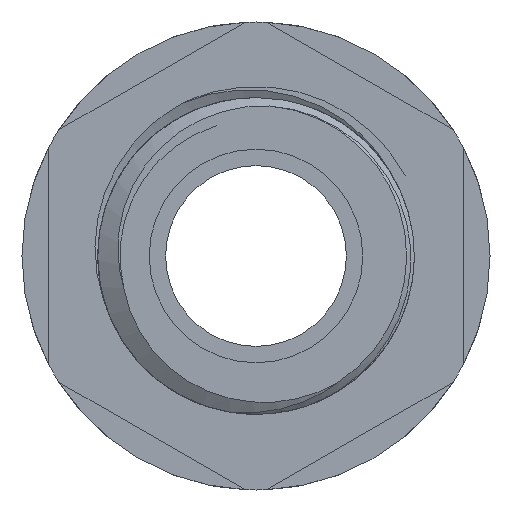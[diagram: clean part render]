
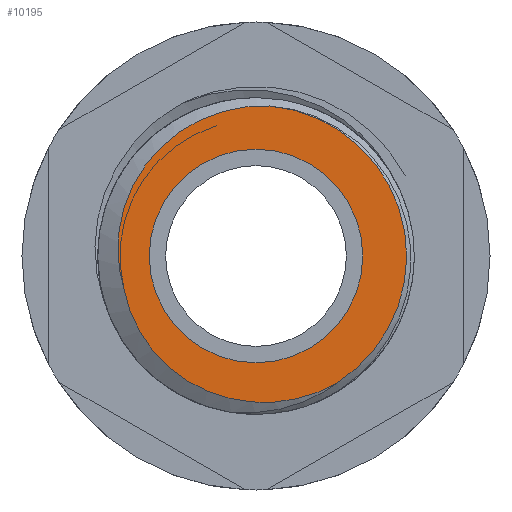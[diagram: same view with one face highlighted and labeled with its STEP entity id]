
A CAD part, front view. The second image highlights one B-rep face of the part: STEP entity #10195.
In plain terms, the highlighted planar face has unit normal (0, -1, 0).
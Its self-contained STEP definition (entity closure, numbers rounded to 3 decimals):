
#6 = CARTESIAN_POINT ( 'NONE',  ( -4.097, -14.986, 8.625 ) ) ;
#54 = CARTESIAN_POINT ( 'NONE',  ( -8.992, -14.986, 0.832 ) ) ;
#384 = VERTEX_POINT ( 'NONE', #2338 ) ;
#451 = EDGE_CURVE ( 'NONE', #15760, #384, #941, .T. ) ;
#456 = CARTESIAN_POINT ( 'NONE',  ( 0., -14.986, -6.935 ) ) ;
#601 = AXIS2_PLACEMENT_3D ( 'NONE', #2465, #11319, #3726 ) ;
#630 = DIRECTION ( 'NONE',  ( 0., 0., 1. ) ) ;
#734 = EDGE_CURVE ( 'NONE', #15422, #15003, #1922, .T. ) ;
#817 = ORIENTED_EDGE ( 'NONE', *, *, #9194, .F. ) ;
#941 = CIRCLE ( 'NONE', #1086, 9.787 ) ;
#1086 = AXIS2_PLACEMENT_3D ( 'NONE', #7811, #8664, #13766 ) ;
#1296 = CARTESIAN_POINT ( 'NONE',  ( -5.615, -14.986, 7.575 ) ) ;
#1355 = CARTESIAN_POINT ( 'NONE',  ( -8.905, -14.986, -0.644 ) ) ;
#1825 = CARTESIAN_POINT ( 'NONE',  ( 0., -14.986, 0. ) ) ;
#1922 = CIRCLE ( 'NONE', #16014, 6.935 ) ;
#2113 = CARTESIAN_POINT ( 'NONE',  ( 5.293, -14.986, -8.232 ) ) ;
#2129 = CARTESIAN_POINT ( 'NONE',  ( 4.651, -14.986, -8.599 ) ) ;
#2135 = CARTESIAN_POINT ( 'NONE',  ( 3.975, -14.986, -8.891 ) ) ;
#2153 = CARTESIAN_POINT ( 'NONE',  ( 2.907, -14.986, -9.214 ) ) ;
#2158 = CARTESIAN_POINT ( 'NONE',  ( 2.545, -14.986, -9.301 ) ) ;
#2183 = CARTESIAN_POINT ( 'NONE',  ( 1.819, -14.986, -9.431 ) ) ;
#2197 = CARTESIAN_POINT ( 'NONE',  ( 1.454, -14.986, -9.475 ) ) ;
#2201 = CARTESIAN_POINT ( 'NONE',  ( 0.719, -14.986, -9.52 ) ) ;
#2216 = CARTESIAN_POINT ( 'NONE',  ( 0.349, -14.986, -9.521 ) ) ;
#2219 = CARTESIAN_POINT ( 'NONE',  ( -0.395, -14.986, -9.48 ) ) ;
#2231 = CARTESIAN_POINT ( 'NONE',  ( -0.764, -14.986, -9.437 ) ) ;
#2243 = CARTESIAN_POINT ( 'NONE',  ( -1.49, -14.986, -9.31 ) ) ;
#2247 = CARTESIAN_POINT ( 'NONE',  ( -1.849, -14.986, -9.226 ) ) ;
#2262 = CARTESIAN_POINT ( 'NONE',  ( -2.556, -14.986, -9.015 ) ) ;
#2265 = CARTESIAN_POINT ( 'NONE',  ( -2.906, -14.986, -8.888 ) ) ;
#2277 = CARTESIAN_POINT ( 'NONE',  ( -3.931, -14.986, -8.445 ) ) ;
#2291 = CARTESIAN_POINT ( 'NONE',  ( -4.566, -14.986, -8.074 ) ) ;
#2297 = CARTESIAN_POINT ( 'NONE',  ( -5.449, -14.986, -7.403 ) ) ;
#2318 = CARTESIAN_POINT ( 'NONE',  ( -5.733, -14.986, -7.159 ) ) ;
#2338 = CARTESIAN_POINT ( 'NONE',  ( 0.896, -14.986, 9.746 ) ) ;
#2355 = CARTESIAN_POINT ( 'NONE',  ( -6.265, -14.986, -6.643 ) ) ;
#2360 = CARTESIAN_POINT ( 'NONE',  ( -6.513, -14.986, -6.37 ) ) ;
#2381 = CARTESIAN_POINT ( 'NONE',  ( -6.976, -14.986, -5.797 ) ) ;
#2398 = CARTESIAN_POINT ( 'NONE',  ( -7.19, -14.986, -5.497 ) ) ;
#2414 = CARTESIAN_POINT ( 'NONE',  ( -7.583, -14.986, -4.867 ) ) ;
#2418 = CARTESIAN_POINT ( 'NONE',  ( -7.761, -14.986, -4.538 ) ) ;
#2441 = CARTESIAN_POINT ( 'NONE',  ( -8.584, -14.986, -2.096 ) ) ;
#2458 = CARTESIAN_POINT ( 'NONE',  ( -8.448, -14.986, -2.83 ) ) ;
#2465 = CARTESIAN_POINT ( 'NONE',  ( 0., -14.986, 0. ) ) ;
#2553 = CARTESIAN_POINT ( 'NONE',  ( -8.225, -14.986, -3.532 ) ) ;
#2557 = CARTESIAN_POINT ( 'NONE',  ( -6.426, -14.986, 6.818 ) ) ;
#2611 = CARTESIAN_POINT ( 'NONE',  ( -8.693, -14.986, -1.74 ) ) ;
#2830 = CARTESIAN_POINT ( 'NONE',  ( 0., -14.986, 6.935 ) ) ;
#3726 = DIRECTION ( 'NONE',  ( 0., 0., -1. ) ) ;
#3751 = EDGE_LOOP ( 'NONE', ( #7545, #12182, #13165 ) ) ;
#3761 = CARTESIAN_POINT ( 'NONE',  ( 0.152, -14.986, 9.754 ) ) ;
#3809 = CARTESIAN_POINT ( 'NONE',  ( -7.139, -14.986, 5.976 ) ) ;
#5041 = CARTESIAN_POINT ( 'NONE',  ( -0.948, -14.986, 9.651 ) ) ;
#5099 = CARTESIAN_POINT ( 'NONE',  ( -7.754, -14.986, 5.048 ) ) ;
#5370 = EDGE_CURVE ( 'NONE', #14652, #15760, #11711, .T. ) ;
#5615 = CARTESIAN_POINT ( 'NONE',  ( 5.293, -14.986, -8.232 ) ) ;
#6318 = CARTESIAN_POINT ( 'NONE',  ( -2.028, -14.986, 9.425 ) ) ;
#6376 = CARTESIAN_POINT ( 'NONE',  ( -8.406, -14.986, 3.725 ) ) ;
#7226 = CIRCLE ( 'NONE', #601, 6.935 ) ;
#7545 = ORIENTED_EDGE ( 'NONE', *, *, #8559, .T. ) ;
#7598 = CARTESIAN_POINT ( 'NONE',  ( -3.086, -14.986, 9.074 ) ) ;
#7650 = CARTESIAN_POINT ( 'NONE',  ( -8.935, -14.986, 1.566 ) ) ;
#7811 = CARTESIAN_POINT ( 'NONE',  ( 0., -14.986, 0. ) ) ;
#8211 = DIRECTION ( 'NONE',  ( 0., 1., 0. ) ) ;
#8290 = ORIENTED_EDGE ( 'NONE', *, *, #734, .F. ) ;
#8559 = EDGE_CURVE ( 'NONE', #384, #14652, #9238, .T. ) ;
#8664 = DIRECTION ( 'NONE',  ( 0., -1., 0. ) ) ;
#8882 = CARTESIAN_POINT ( 'NONE',  ( -4.729, -14.986, 8.251 ) ) ;
#8949 = CARTESIAN_POINT ( 'NONE',  ( -8.944, -14.986, -0.273 ) ) ;
#9194 = EDGE_CURVE ( 'NONE', #15003, #15422, #7226, .T. ) ;
#9238 = B_SPLINE_CURVE_WITH_KNOTS ( 'NONE', 3,
 ( #16071, #11341, #3761, #12550, #5041, #13757, #6318, #14933, #7598, #6, #8882, #1296, #10164, #2557, #11380, #3809, #12615, #5099, #13801, #6376, #14997, #7650, #54, #8949, #1355, #10214, #2611, #11447 ),
 .UNSPECIFIED., .F., .F.,
 ( 4, 2, 2, 2, 2, 2, 2, 2, 2, 2, 2, 2, 2, 4 ),
 ( 0.01, 0.011, 0.012, 0.013, 0.014, 0.017, 0.018, 0.019, 0.02, 0.021, 0.023, 0.025, 0.027, 0.028 ),
 .UNSPECIFIED. ) ;
#10164 = CARTESIAN_POINT ( 'NONE',  ( -5.897, -14.986, 7.331 ) ) ;
#10195 = ADVANCED_FACE ( 'NONE', ( #14771, #11223 ), #15525, .F. ) ;
#10214 = CARTESIAN_POINT ( 'NONE',  ( -8.779, -14.986, -1.378 ) ) ;
#11223 = FACE_OUTER_BOUND ( 'NONE', #3751, .T. ) ;
#11319 = DIRECTION ( 'NONE',  ( 0., -1., 0. ) ) ;
#11341 = CARTESIAN_POINT ( 'NONE',  ( 0.525, -14.986, 9.761 ) ) ;
#11380 = CARTESIAN_POINT ( 'NONE',  ( -6.674, -14.986, 6.547 ) ) ;
#11447 = CARTESIAN_POINT ( 'NONE',  ( -8.584, -14.986, -2.096 ) ) ;
#11614 = AXIS2_PLACEMENT_3D ( 'NONE', #1825, #8211, #630 ) ;
#11711 = B_SPLINE_CURVE_WITH_KNOTS ( 'NONE', 3,
 ( #2441, #2458, #2553, #2418, #2414, #2398, #2381, #2360, #2355, #2318, #2297, #2291, #2277, #2265, #2262, #2247, #2243, #2231, #2219, #2216, #2201, #2197, #2183, #2158, #2153, #2135, #2129, #2113 ),
 .UNSPECIFIED., .F., .F.,
 ( 4, 2, 2, 2, 2, 2, 2, 2, 2, 2, 2, 2, 2, 4 ),
 ( 0., 0.002, 0.003, 0.004, 0.006, 0.007, 0.009, 0.01, 0.011, 0.012, 0.013, 0.014, 0.015, 0.018 ),
 .UNSPECIFIED. ) ;
#12182 = ORIENTED_EDGE ( 'NONE', *, *, #5370, .T. ) ;
#12503 = CARTESIAN_POINT ( 'NONE',  ( -8.584, -14.986, -2.096 ) ) ;
#12550 = CARTESIAN_POINT ( 'NONE',  ( -0.584, -14.986, 9.699 ) ) ;
#12615 = CARTESIAN_POINT ( 'NONE',  ( -7.355, -14.986, 5.677 ) ) ;
#13165 = ORIENTED_EDGE ( 'NONE', *, *, #451, .T. ) ;
#13757 = CARTESIAN_POINT ( 'NONE',  ( -1.67, -14.986, 9.514 ) ) ;
#13766 = DIRECTION ( 'NONE',  ( 0., 0., 1. ) ) ;
#13801 = CARTESIAN_POINT ( 'NONE',  ( -7.933, -14.986, 4.723 ) ) ;
#14453 = EDGE_LOOP ( 'NONE', ( #817, #8290 ) ) ;
#14652 = VERTEX_POINT ( 'NONE', #12503 ) ;
#14771 = FACE_BOUND ( 'NONE', #14453, .T. ) ;
#14933 = CARTESIAN_POINT ( 'NONE',  ( -2.737, -14.986, 9.205 ) ) ;
#14997 = CARTESIAN_POINT ( 'NONE',  ( -8.64, -14.986, 3.026 ) ) ;
#15003 = VERTEX_POINT ( 'NONE', #456 ) ;
#15136 = DIRECTION ( 'NONE',  ( 0., 0., -1. ) ) ;
#15140 = DIRECTION ( 'NONE',  ( 0., -1., 0. ) ) ;
#15422 = VERTEX_POINT ( 'NONE', #2830 ) ;
#15525 = PLANE ( 'NONE',  #11614 ) ;
#15760 = VERTEX_POINT ( 'NONE', #5615 ) ;
#16014 = AXIS2_PLACEMENT_3D ( 'NONE', #16090, #15140, #15136 ) ;
#16071 = CARTESIAN_POINT ( 'NONE',  ( 0.896, -14.986, 9.746 ) ) ;
#16090 = CARTESIAN_POINT ( 'NONE',  ( 0., -14.986, 0. ) ) ;
